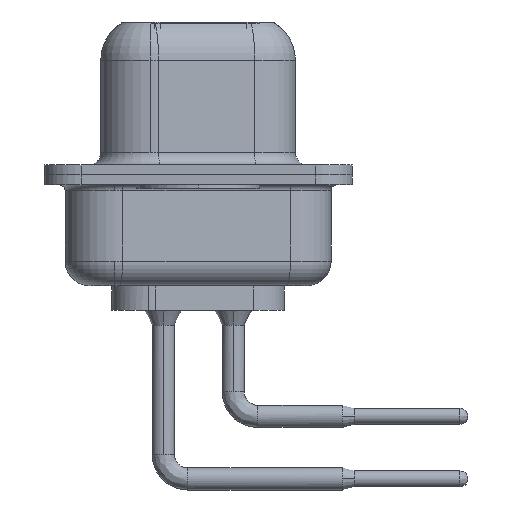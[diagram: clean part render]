
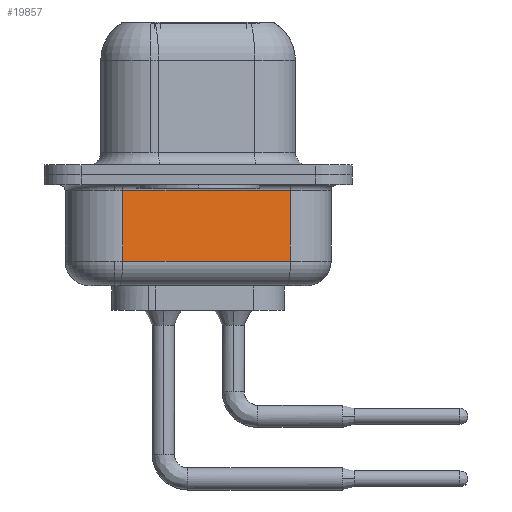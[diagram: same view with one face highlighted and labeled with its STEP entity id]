
A CAD part, left-side view. The second image highlights one B-rep face of the part: STEP entity #19857.
In plain terms, the highlighted planar face has unit normal (-0.985, -0.174, 0).
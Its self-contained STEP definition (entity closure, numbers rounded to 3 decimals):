
#83 = ORIENTED_EDGE ( 'NONE', *, *, #4219, .T. ) ;
#2152 = EDGE_CURVE ( 'NONE', #16301, #9545, #11848, .T. ) ;
#2166 = CARTESIAN_POINT ( 'NONE',  ( 2.88, 3.053, -0.65 ) ) ;
#3274 = CARTESIAN_POINT ( 'NONE',  ( 4.079, -3.747, -0.65 ) ) ;
#3409 = LINE ( 'NONE', #2166, #12924 ) ;
#4120 = DIRECTION ( 'NONE',  ( -0.174, 0.985, 0. ) ) ;
#4219 = EDGE_CURVE ( 'NONE', #9545, #14023, #3409, .T. ) ;
#4466 = CARTESIAN_POINT ( 'NONE',  ( 2.88, 3.053, -3.5 ) ) ;
#5294 = DIRECTION ( 'NONE',  ( 0.985, 0.174, 0. ) ) ;
#5386 = VERTEX_POINT ( 'NONE', #16070 ) ;
#5764 = ORIENTED_EDGE ( 'NONE', *, *, #9285, .T. ) ;
#6650 = CARTESIAN_POINT ( 'NONE',  ( 4.079, -3.747, -3.5 ) ) ;
#7048 = DIRECTION ( 'NONE',  ( 0., 0., 1. ) ) ;
#7899 = CARTESIAN_POINT ( 'NONE',  ( 4.079, -3.747, -4.5 ) ) ;
#8629 = AXIS2_PLACEMENT_3D ( 'NONE', #22203, #5294, #18432 ) ;
#9285 = EDGE_CURVE ( 'NONE', #5386, #16301, #19208, .T. ) ;
#9386 = CARTESIAN_POINT ( 'NONE',  ( 2.88, 3.053, -4.5 ) ) ;
#9545 = VERTEX_POINT ( 'NONE', #3274 ) ;
#9926 = CARTESIAN_POINT ( 'NONE',  ( 2.88, 3.053, -0.65 ) ) ;
#10988 = ORIENTED_EDGE ( 'NONE', *, *, #2152, .T. ) ;
#11848 = LINE ( 'NONE', #7899, #15535 ) ;
#12592 = LINE ( 'NONE', #9386, #22167 ) ;
#12924 = VECTOR ( 'NONE', #4120, 1000. ) ;
#14023 = VERTEX_POINT ( 'NONE', #9926 ) ;
#14381 = ORIENTED_EDGE ( 'NONE', *, *, #15976, .F. ) ;
#14484 = EDGE_LOOP ( 'NONE', ( #14381, #5764, #10988, #83 ) ) ;
#14637 = PLANE ( 'NONE',  #8629 ) ;
#15535 = VECTOR ( 'NONE', #7048, 1000. ) ;
#15688 = DIRECTION ( 'NONE',  ( 0.174, -0.985, 0. ) ) ;
#15976 = EDGE_CURVE ( 'NONE', #5386, #14023, #12592, .T. ) ;
#16070 = CARTESIAN_POINT ( 'NONE',  ( 2.88, 3.053, -3.5 ) ) ;
#16301 = VERTEX_POINT ( 'NONE', #6650 ) ;
#18432 = DIRECTION ( 'NONE',  ( -0.174, 0.985, 0. ) ) ;
#19208 = LINE ( 'NONE', #4466, #24512 ) ;
#19857 = ADVANCED_FACE ( 'NONE', ( #20755 ), #14637, .F. ) ;
#20755 = FACE_OUTER_BOUND ( 'NONE', #14484, .T. ) ;
#22167 = VECTOR ( 'NONE', #24874, 1000. ) ;
#22203 = CARTESIAN_POINT ( 'NONE',  ( 2.88, 3.053, -4.5 ) ) ;
#24512 = VECTOR ( 'NONE', #15688, 1000. ) ;
#24874 = DIRECTION ( 'NONE',  ( 0., 0., 1. ) ) ;
